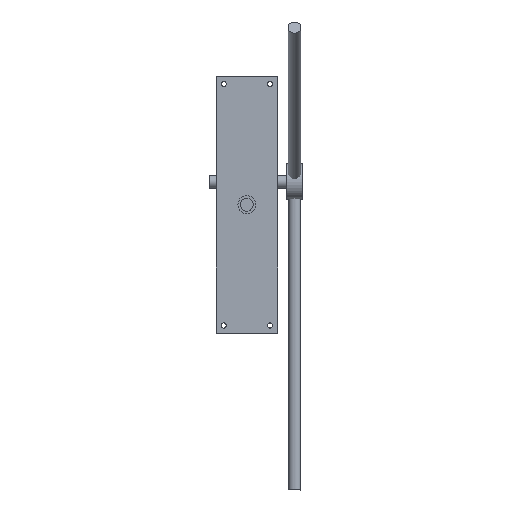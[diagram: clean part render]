
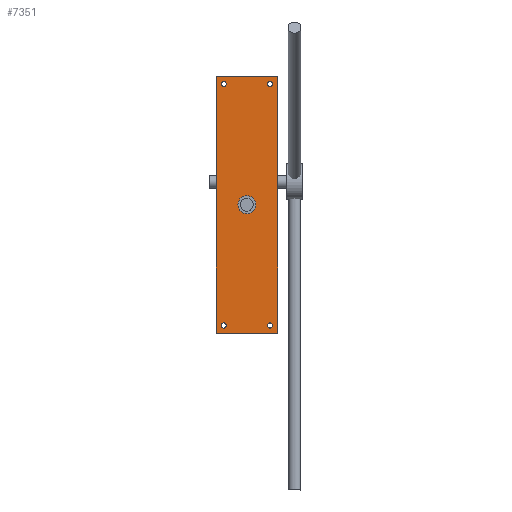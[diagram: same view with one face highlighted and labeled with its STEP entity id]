
A CAD part, front view. The second image highlights one B-rep face of the part: STEP entity #7351.
In plain terms, the highlighted planar face has unit normal (0, -1, 0).
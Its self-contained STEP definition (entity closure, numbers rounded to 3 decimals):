
#319=FACE_BOUND('',#1343,.T.);
#320=FACE_BOUND('',#1344,.T.);
#321=FACE_BOUND('',#1345,.T.);
#322=FACE_BOUND('',#1346,.T.);
#323=FACE_BOUND('',#1347,.T.);
#486=PLANE('',#8127);
#869=FACE_OUTER_BOUND('',#1342,.T.);
#1342=EDGE_LOOP('',(#6644,#6645,#6646,#6647));
#1343=EDGE_LOOP('',(#6648));
#1344=EDGE_LOOP('',(#6649));
#1345=EDGE_LOOP('',(#6650));
#1346=EDGE_LOOP('',(#6651));
#1347=EDGE_LOOP('',(#6652));
#1929=LINE('',#25332,#2520);
#1930=LINE('',#25336,#2521);
#1931=LINE('',#25337,#2522);
#1932=LINE('',#25338,#2523);
#2520=VECTOR('',#10059,10.);
#2521=VECTOR('',#10062,10.);
#2522=VECTOR('',#10063,10.);
#2523=VECTOR('',#10064,10.);
#2913=CIRCLE('',#8109,17.5);
#2916=CIRCLE('',#8113,5.);
#2919=CIRCLE('',#8117,5.);
#2922=CIRCLE('',#8121,5.);
#2925=CIRCLE('',#8125,5.);
#3593=VERTEX_POINT('',#25289);
#3596=VERTEX_POINT('',#25297);
#3599=VERTEX_POINT('',#25305);
#3602=VERTEX_POINT('',#25313);
#3605=VERTEX_POINT('',#25321);
#3606=VERTEX_POINT('',#25325);
#3609=VERTEX_POINT('',#25330);
#3610=VERTEX_POINT('',#25334);
#3611=VERTEX_POINT('',#25335);
#4617=EDGE_CURVE('',#3593,#3593,#2913,.T.);
#4621=EDGE_CURVE('',#3596,#3596,#2916,.T.);
#4625=EDGE_CURVE('',#3599,#3599,#2919,.T.);
#4629=EDGE_CURVE('',#3602,#3602,#2922,.T.);
#4633=EDGE_CURVE('',#3605,#3605,#2925,.T.);
#4637=EDGE_CURVE('',#3609,#3606,#1929,.T.);
#4638=EDGE_CURVE('',#3610,#3611,#1930,.T.);
#4639=EDGE_CURVE('',#3611,#3606,#1931,.T.);
#4640=EDGE_CURVE('',#3609,#3610,#1932,.T.);
#6644=ORIENTED_EDGE('',*,*,#4638,.T.);
#6645=ORIENTED_EDGE('',*,*,#4639,.T.);
#6646=ORIENTED_EDGE('',*,*,#4637,.F.);
#6647=ORIENTED_EDGE('',*,*,#4640,.T.);
#6648=ORIENTED_EDGE('',*,*,#4617,.T.);
#6649=ORIENTED_EDGE('',*,*,#4621,.T.);
#6650=ORIENTED_EDGE('',*,*,#4625,.T.);
#6651=ORIENTED_EDGE('',*,*,#4629,.T.);
#6652=ORIENTED_EDGE('',*,*,#4633,.T.);
#7351=ADVANCED_FACE('',(#869,#319,#320,#321,#322,#323),#486,.T.);
#8109=AXIS2_PLACEMENT_3D('',#25291,#10016,#10017);
#8113=AXIS2_PLACEMENT_3D('',#25299,#10025,#10026);
#8117=AXIS2_PLACEMENT_3D('',#25307,#10034,#10035);
#8121=AXIS2_PLACEMENT_3D('',#25315,#10043,#10044);
#8125=AXIS2_PLACEMENT_3D('',#25323,#10052,#10053);
#8127=AXIS2_PLACEMENT_3D('',#25333,#10060,#10061);
#10016=DIRECTION('center_axis',(0.,1.,0.));
#10017=DIRECTION('ref_axis',(0.,0.,-1.));
#10025=DIRECTION('center_axis',(0.,1.,0.));
#10026=DIRECTION('ref_axis',(0.,0.,-1.));
#10034=DIRECTION('center_axis',(0.,1.,0.));
#10035=DIRECTION('ref_axis',(0.,0.,-1.));
#10043=DIRECTION('center_axis',(0.,1.,0.));
#10044=DIRECTION('ref_axis',(0.,0.,-1.));
#10052=DIRECTION('center_axis',(0.,1.,0.));
#10053=DIRECTION('ref_axis',(0.,0.,-1.));
#10059=DIRECTION('',(1.,0.,0.));
#10060=DIRECTION('center_axis',(0.,-1.,0.));
#10061=DIRECTION('ref_axis',(0.,0.,-1.));
#10062=DIRECTION('',(1.,0.,0.));
#10063=DIRECTION('',(0.,0.,1.));
#10064=DIRECTION('',(0.,0.,-1.));
#25289=CARTESIAN_POINT('',(250.,-36.,47.5));
#25291=CARTESIAN_POINT('Origin',(250.,-36.,30.));
#25297=CARTESIAN_POINT('',(485.,-36.,80.));
#25299=CARTESIAN_POINT('Origin',(485.,-36.,75.));
#25305=CARTESIAN_POINT('',(485.,-36.,-10.));
#25307=CARTESIAN_POINT('Origin',(485.,-36.,-15.));
#25313=CARTESIAN_POINT('',(15.,-36.,80.));
#25315=CARTESIAN_POINT('Origin',(15.,-36.,75.));
#25321=CARTESIAN_POINT('',(15.,-36.,-10.));
#25323=CARTESIAN_POINT('Origin',(15.,-36.,-15.));
#25325=CARTESIAN_POINT('',(500.,-36.,90.));
#25330=CARTESIAN_POINT('',(0.,-36.,90.));
#25332=CARTESIAN_POINT('',(250.,-36.,90.));
#25333=CARTESIAN_POINT('Origin',(250.,-36.,15.));
#25334=CARTESIAN_POINT('',(0.,-36.,-30.));
#25335=CARTESIAN_POINT('',(500.,-36.,-30.));
#25336=CARTESIAN_POINT('',(250.,-36.,-30.));
#25337=CARTESIAN_POINT('',(500.,-36.,15.));
#25338=CARTESIAN_POINT('',(0.,-36.,15.));
